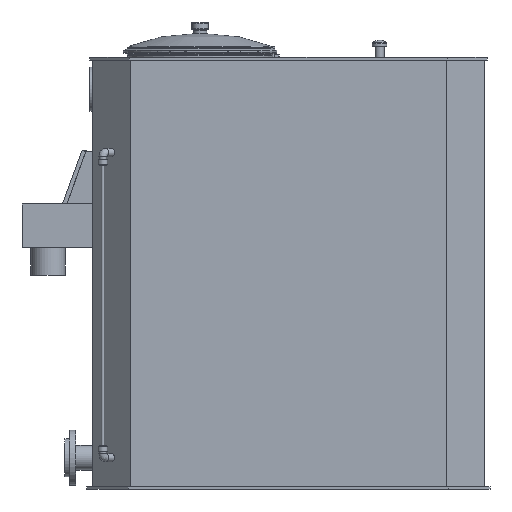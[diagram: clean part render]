
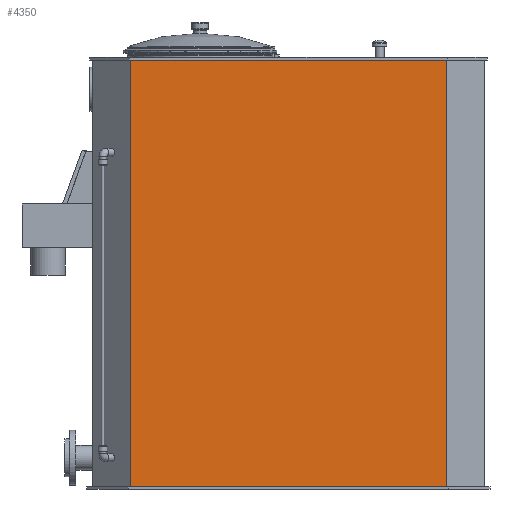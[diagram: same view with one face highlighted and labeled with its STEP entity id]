
A CAD part, front view. The second image highlights one B-rep face of the part: STEP entity #4350.
In plain terms, the highlighted planar face has unit normal (0, -1, 0).
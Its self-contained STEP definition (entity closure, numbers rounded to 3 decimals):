
#171=LINE('',#6644,#522);
#180=LINE('',#6664,#531);
#181=LINE('',#6665,#532);
#182=LINE('',#6666,#533);
#522=VECTOR('',#5347,10.);
#531=VECTOR('',#5374,10.);
#532=VECTOR('',#5375,10.);
#533=VECTOR('',#5376,10.);
#902=PLANE('',#4702);
#1208=FACE_OUTER_BOUND('',#1537,.T.);
#1537=EDGE_LOOP('',(#3301,#3302,#3303,#3304));
#2125=VERTEX_POINT('',#6629);
#2132=VERTEX_POINT('',#6642);
#2133=VERTEX_POINT('',#6662);
#2134=VERTEX_POINT('',#6663);
#2576=EDGE_CURVE('',#2132,#2125,#171,.T.);
#2585=EDGE_CURVE('',#2133,#2134,#180,.T.);
#2586=EDGE_CURVE('',#2125,#2134,#181,.T.);
#2587=EDGE_CURVE('',#2132,#2133,#182,.T.);
#3301=ORIENTED_EDGE('',*,*,#2585,.T.);
#3302=ORIENTED_EDGE('',*,*,#2586,.F.);
#3303=ORIENTED_EDGE('',*,*,#2576,.F.);
#3304=ORIENTED_EDGE('',*,*,#2587,.T.);
#4350=ADVANCED_FACE('',(#1208),#902,.T.);
#4702=AXIS2_PLACEMENT_3D('',#6661,#5372,#5373);
#5347=DIRECTION('',(-1.,0.,0.));
#5372=DIRECTION('center_axis',(0.,-1.,0.));
#5373=DIRECTION('ref_axis',(0.,0.,1.));
#5374=DIRECTION('',(-1.,0.,0.));
#5375=DIRECTION('',(0.,0.,1.));
#5376=DIRECTION('',(0.,0.,1.));
#6629=CARTESIAN_POINT('',(-571.716,-395.,10.));
#6642=CARTESIAN_POINT('',(571.716,-395.,10.));
#6644=CARTESIAN_POINT('',(285.858,-395.,10.));
#6661=CARTESIAN_POINT('Origin',(571.716,-395.,10.));
#6662=CARTESIAN_POINT('',(571.716,-395.,1555.));
#6663=CARTESIAN_POINT('',(-571.716,-395.,1555.));
#6664=CARTESIAN_POINT('',(571.716,-395.,1555.));
#6665=CARTESIAN_POINT('',(-571.716,-395.,10.));
#6666=CARTESIAN_POINT('',(571.716,-395.,10.));
